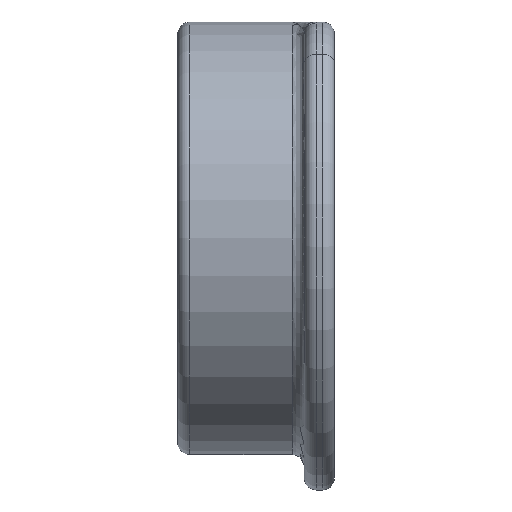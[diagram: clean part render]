
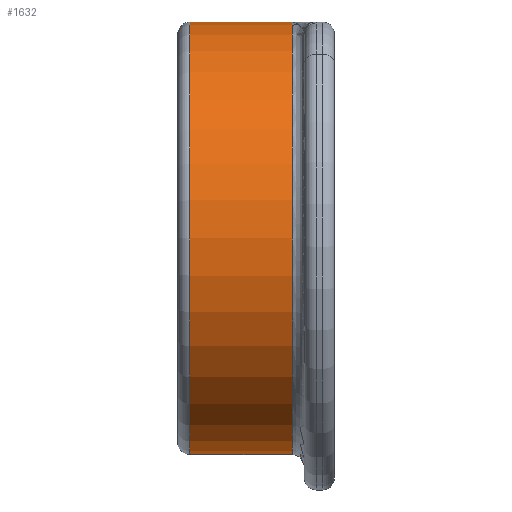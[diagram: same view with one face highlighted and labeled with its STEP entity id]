
A CAD part, top view. The second image highlights one B-rep face of the part: STEP entity #1632.
In plain terms, the highlighted cylindrical face has radius 18 mm (diameter 36 mm), a full revolution.
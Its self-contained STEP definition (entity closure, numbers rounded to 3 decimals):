
#18=CYLINDRICAL_SURFACE('',#1716,18.);
#49=CIRCLE('',#1698,18.);
#57=CIRCLE('',#1715,18.);
#69=FACE_BOUND('',#311,.T.);
#208=FACE_OUTER_BOUND('',#310,.T.);
#310=EDGE_LOOP('',(#1494));
#311=EDGE_LOOP('',(#1495));
#776=VERTEX_POINT('',#3111);
#793=VERTEX_POINT('',#3298);
#1020=EDGE_CURVE('',#776,#776,#49,.T.);
#1030=EDGE_CURVE('',#793,#793,#57,.T.);
#1494=ORIENTED_EDGE('',*,*,#1020,.F.);
#1495=ORIENTED_EDGE('',*,*,#1030,.T.);
#1632=ADVANCED_FACE('',(#208,#69),#18,.T.);
#1698=AXIS2_PLACEMENT_3D('',#3276,#1943,#1944);
#1715=AXIS2_PLACEMENT_3D('',#3299,#1979,#1980);
#1716=AXIS2_PLACEMENT_3D('',#3300,#1981,#1982);
#1943=DIRECTION('center_axis',(1.,0.,0.));
#1944=DIRECTION('ref_axis',(0.,0.,-1.));
#1979=DIRECTION('center_axis',(1.,0.,0.));
#1980=DIRECTION('ref_axis',(0.,0.,-1.));
#1981=DIRECTION('center_axis',(1.,0.,0.));
#1982=DIRECTION('ref_axis',(0.,1.,0.));
#3111=CARTESIAN_POINT('',(-3.5,18.,0.));
#3276=CARTESIAN_POINT('Origin',(-3.5,0.,0.));
#3298=CARTESIAN_POINT('',(-12.05,18.,0.));
#3299=CARTESIAN_POINT('Origin',(-12.05,0.,0.));
#3300=CARTESIAN_POINT('Origin',(-7.775,0.,0.));
